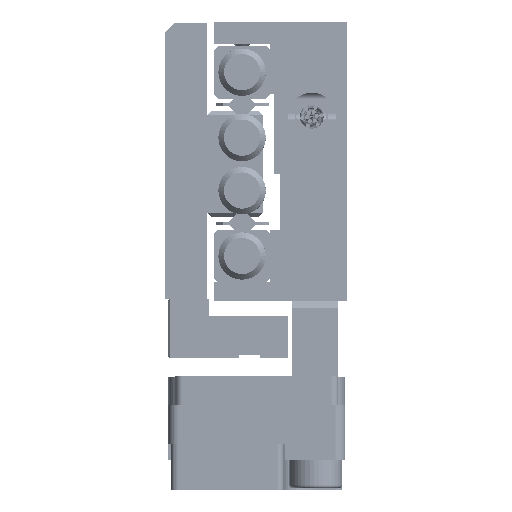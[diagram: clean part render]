
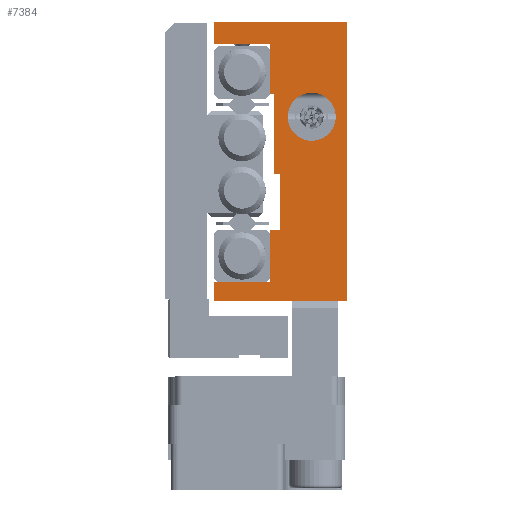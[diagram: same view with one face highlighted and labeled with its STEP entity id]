
A CAD part, left-side view. The second image highlights one B-rep face of the part: STEP entity #7384.
In plain terms, the highlighted planar face has unit normal (-1, 0, 0).
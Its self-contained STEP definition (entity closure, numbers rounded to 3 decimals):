
#627 = CARTESIAN_POINT ( 'NONE',  ( -40., 0., -10. ) ) ;
#1498 = DIRECTION ( 'NONE',  ( 0., 0., -1. ) ) ;
#1956 = VECTOR ( 'NONE', #50677, 1000. ) ;
#2176 = VECTOR ( 'NONE', #23930, 1000. ) ;
#2292 = ORIENTED_EDGE ( 'NONE', *, *, #58808, .F. ) ;
#2556 = LINE ( 'NONE', #28754, #22412 ) ;
#2797 = LINE ( 'NONE', #29428, #59752 ) ;
#3287 = LINE ( 'NONE', #75799, #62859 ) ;
#4190 = AXIS2_PLACEMENT_3D ( 'NONE', #60627, #60201, #21297 ) ;
#4860 = CARTESIAN_POINT ( 'NONE',  ( -40., 9.5, 10. ) ) ;
#4866 = EDGE_CURVE ( 'NONE', #57071, #43990, #34682, .T. ) ;
#5144 = VECTOR ( 'NONE', #63793, 1000. ) ;
#6927 = CARTESIAN_POINT ( 'NONE',  ( -40., 2.5, 3.2 ) ) ;
#7060 = DIRECTION ( 'NONE',  ( 0., -1., 0. ) ) ;
#7384 = ADVANCED_FACE ( 'NONE', ( #79865, #13453 ), #33540, .F. ) ;
#7470 = ORIENTED_EDGE ( 'NONE', *, *, #16649, .T. ) ;
#8352 = DIRECTION ( 'NONE',  ( 0., 0., -1. ) ) ;
#8530 = DIRECTION ( 'NONE',  ( 0., -1., 0. ) ) ;
#9150 = LINE ( 'NONE', #28820, #85835 ) ;
#9713 = EDGE_CURVE ( 'NONE', #45862, #17728, #23057, .T. ) ;
#10648 = CARTESIAN_POINT ( 'NONE',  ( -40., 9.5, -8.7 ) ) ;
#10774 = CARTESIAN_POINT ( 'NONE',  ( -40., 9.5, -10. ) ) ;
#11658 = EDGE_CURVE ( 'NONE', #42426, #55038, #34975, .T. ) ;
#11898 = EDGE_CURVE ( 'NONE', #59129, #13608, #83917, .T. ) ;
#13162 = CARTESIAN_POINT ( 'NONE',  ( -40., 5.5, -0.9 ) ) ;
#13453 = FACE_BOUND ( 'NONE', #40481, .T. ) ;
#13608 = VERTEX_POINT ( 'NONE', #67551 ) ;
#14447 = CARTESIAN_POINT ( 'NONE',  ( -40., 9.5, 8.4 ) ) ;
#16634 = CARTESIAN_POINT ( 'NONE',  ( -40., 0., -10. ) ) ;
#16649 = EDGE_CURVE ( 'NONE', #45862, #57071, #33686, .T. ) ;
#17159 = VERTEX_POINT ( 'NONE', #61215 ) ;
#17324 = VERTEX_POINT ( 'NONE', #49376 ) ;
#17464 = VECTOR ( 'NONE', #64885, 1000. ) ;
#17728 = VERTEX_POINT ( 'NONE', #74644 ) ;
#18422 = DIRECTION ( 'NONE',  ( -1., 0., 0. ) ) ;
#18473 = VECTOR ( 'NONE', #1498, 1000. ) ;
#19147 = CARTESIAN_POINT ( 'NONE',  ( -40., 5.5, 8.4 ) ) ;
#20157 = VECTOR ( 'NONE', #66648, 1000. ) ;
#20387 = LINE ( 'NONE', #34328, #68058 ) ;
#21297 = DIRECTION ( 'NONE',  ( 0., 0., -1. ) ) ;
#21374 = ORIENTED_EDGE ( 'NONE', *, *, #39885, .F. ) ;
#21532 = AXIS2_PLACEMENT_3D ( 'NONE', #58077, #32684, #57633 ) ;
#21548 = ORIENTED_EDGE ( 'NONE', *, *, #62797, .F. ) ;
#22412 = VECTOR ( 'NONE', #55413, 1000. ) ;
#23057 = LINE ( 'NONE', #35690, #2176 ) ;
#23930 = DIRECTION ( 'NONE',  ( 0., 0., 1. ) ) ;
#24017 = VERTEX_POINT ( 'NONE', #42334 ) ;
#25670 = EDGE_CURVE ( 'NONE', #24017, #17324, #73411, .T. ) ;
#28754 = CARTESIAN_POINT ( 'NONE',  ( -40., 9.5, 10. ) ) ;
#28820 = CARTESIAN_POINT ( 'NONE',  ( -40., 5.5, 8.4 ) ) ;
#29428 = CARTESIAN_POINT ( 'NONE',  ( -40., 5.5, -8.7 ) ) ;
#30147 = LINE ( 'NONE', #71631, #5144 ) ;
#31111 = ORIENTED_EDGE ( 'NONE', *, *, #56598, .T. ) ;
#32684 = DIRECTION ( 'NONE',  ( -1., 0., 0. ) ) ;
#33540 = PLANE ( 'NONE',  #4190 ) ;
#33686 = LINE ( 'NONE', #13162, #56285 ) ;
#34328 = CARTESIAN_POINT ( 'NONE',  ( -40., 5.5, -10. ) ) ;
#34682 = LINE ( 'NONE', #61335, #18473 ) ;
#34727 = EDGE_CURVE ( 'NONE', #17324, #24017, #61986, .T. ) ;
#34975 = LINE ( 'NONE', #82171, #55295 ) ;
#34980 = ORIENTED_EDGE ( 'NONE', *, *, #4866, .T. ) ;
#35690 = CARTESIAN_POINT ( 'NONE',  ( -40., 5.2, 4.8 ) ) ;
#39651 = CARTESIAN_POINT ( 'NONE',  ( -40., 4.8, -4.9 ) ) ;
#39885 = EDGE_CURVE ( 'NONE', #80653, #13608, #30147, .T. ) ;
#40014 = LINE ( 'NONE', #67933, #20157 ) ;
#40050 = DIRECTION ( 'NONE',  ( 0., 0., 1. ) ) ;
#40453 = CARTESIAN_POINT ( 'NONE',  ( -40., 5.5, -10. ) ) ;
#40481 = EDGE_LOOP ( 'NONE', ( #45144, #54861 ) ) ;
#41939 = VERTEX_POINT ( 'NONE', #78042 ) ;
#42281 = EDGE_CURVE ( 'NONE', #17159, #42426, #2797, .T. ) ;
#42334 = CARTESIAN_POINT ( 'NONE',  ( -40., 2.5, 1.473 ) ) ;
#42426 = VERTEX_POINT ( 'NONE', #10648 ) ;
#42603 = DIRECTION ( 'NONE',  ( 0., -1., 0. ) ) ;
#42618 = ORIENTED_EDGE ( 'NONE', *, *, #11898, .T. ) ;
#43990 = VERTEX_POINT ( 'NONE', #39651 ) ;
#44392 = CARTESIAN_POINT ( 'NONE',  ( -40., 5.5, 4.8 ) ) ;
#45072 = DIRECTION ( 'NONE',  ( 0., 0., 1. ) ) ;
#45144 = ORIENTED_EDGE ( 'NONE', *, *, #34727, .F. ) ;
#45712 = ORIENTED_EDGE ( 'NONE', *, *, #9713, .F. ) ;
#45862 = VERTEX_POINT ( 'NONE', #60520 ) ;
#49376 = CARTESIAN_POINT ( 'NONE',  ( -40., 2.5, 4.927 ) ) ;
#50677 = DIRECTION ( 'NONE',  ( 0., 0., 1. ) ) ;
#51273 = DIRECTION ( 'NONE',  ( 0., 1., 0. ) ) ;
#52628 = VERTEX_POINT ( 'NONE', #19147 ) ;
#54837 = LINE ( 'NONE', #40453, #70545 ) ;
#54861 = ORIENTED_EDGE ( 'NONE', *, *, #25670, .F. ) ;
#55038 = VERTEX_POINT ( 'NONE', #10774 ) ;
#55295 = VECTOR ( 'NONE', #8352, 1000. ) ;
#55413 = DIRECTION ( 'NONE',  ( 0., 0., -1. ) ) ;
#56285 = VECTOR ( 'NONE', #7060, 1000. ) ;
#56598 = EDGE_CURVE ( 'NONE', #66130, #52628, #9150, .T. ) ;
#57071 = VERTEX_POINT ( 'NONE', #65040 ) ;
#57633 = DIRECTION ( 'NONE',  ( 0., 0., 1. ) ) ;
#58077 = CARTESIAN_POINT ( 'NONE',  ( -40., 2.5, 3.2 ) ) ;
#58808 = EDGE_CURVE ( 'NONE', #17728, #69634, #84593, .T. ) ;
#59129 = VERTEX_POINT ( 'NONE', #627 ) ;
#59752 = VECTOR ( 'NONE', #51273, 1000. ) ;
#60201 = DIRECTION ( 'NONE',  ( 1., 0., 0. ) ) ;
#60520 = CARTESIAN_POINT ( 'NONE',  ( -40., 5.2, -0.9 ) ) ;
#60627 = CARTESIAN_POINT ( 'NONE',  ( -40., 5.5, -10. ) ) ;
#61215 = CARTESIAN_POINT ( 'NONE',  ( -40., 5.5, -8.7 ) ) ;
#61335 = CARTESIAN_POINT ( 'NONE',  ( -40., 4.8, -10. ) ) ;
#61986 = CIRCLE ( 'NONE', #21532, 1.727 ) ;
#62012 = DIRECTION ( 'NONE',  ( 0., -1., 0. ) ) ;
#62797 = EDGE_CURVE ( 'NONE', #69634, #52628, #40014, .T. ) ;
#62859 = VECTOR ( 'NONE', #42603, 1000. ) ;
#63793 = DIRECTION ( 'NONE',  ( 0., -1., 0. ) ) ;
#64559 = EDGE_CURVE ( 'NONE', #55038, #59129, #54837, .T. ) ;
#64885 = DIRECTION ( 'NONE',  ( 0., 1., 0. ) ) ;
#65040 = CARTESIAN_POINT ( 'NONE',  ( -40., 4.8, -0.9 ) ) ;
#65769 = ORIENTED_EDGE ( 'NONE', *, *, #64559, .T. ) ;
#66130 = VERTEX_POINT ( 'NONE', #14447 ) ;
#66648 = DIRECTION ( 'NONE',  ( 0., 0., 1. ) ) ;
#67551 = CARTESIAN_POINT ( 'NONE',  ( -40., 0., 10. ) ) ;
#67933 = CARTESIAN_POINT ( 'NONE',  ( -40., 5.5, -10. ) ) ;
#68058 = VECTOR ( 'NONE', #40050, 1000. ) ;
#69634 = VERTEX_POINT ( 'NONE', #74823 ) ;
#70545 = VECTOR ( 'NONE', #8530, 1000. ) ;
#71631 = CARTESIAN_POINT ( 'NONE',  ( -40., 5.5, 10. ) ) ;
#72504 = ORIENTED_EDGE ( 'NONE', *, *, #11658, .T. ) ;
#73360 = EDGE_CURVE ( 'NONE', #17159, #41939, #20387, .T. ) ;
#73411 = CIRCLE ( 'NONE', #83220, 1.727 ) ;
#74272 = EDGE_LOOP ( 'NONE', ( #34980, #74471, #82666, #80386, #72504, #65769, #42618, #21374, #80641, #31111, #21548, #2292, #45712, #7470 ) ) ;
#74471 = ORIENTED_EDGE ( 'NONE', *, *, #78818, .F. ) ;
#74644 = CARTESIAN_POINT ( 'NONE',  ( -40., 5.2, 4.8 ) ) ;
#74823 = CARTESIAN_POINT ( 'NONE',  ( -40., 5.5, 4.8 ) ) ;
#75799 = CARTESIAN_POINT ( 'NONE',  ( -40., 5.5, -4.9 ) ) ;
#77838 = EDGE_CURVE ( 'NONE', #80653, #66130, #2556, .T. ) ;
#78042 = CARTESIAN_POINT ( 'NONE',  ( -40., 5.5, -4.9 ) ) ;
#78818 = EDGE_CURVE ( 'NONE', #41939, #43990, #3287, .T. ) ;
#79865 = FACE_OUTER_BOUND ( 'NONE', #74272, .T. ) ;
#80386 = ORIENTED_EDGE ( 'NONE', *, *, #42281, .T. ) ;
#80641 = ORIENTED_EDGE ( 'NONE', *, *, #77838, .T. ) ;
#80653 = VERTEX_POINT ( 'NONE', #4860 ) ;
#82171 = CARTESIAN_POINT ( 'NONE',  ( -40., 9.5, -10. ) ) ;
#82666 = ORIENTED_EDGE ( 'NONE', *, *, #73360, .F. ) ;
#83220 = AXIS2_PLACEMENT_3D ( 'NONE', #6927, #18422, #45072 ) ;
#83917 = LINE ( 'NONE', #16634, #1956 ) ;
#84593 = LINE ( 'NONE', #44392, #17464 ) ;
#85835 = VECTOR ( 'NONE', #62012, 1000. ) ;
